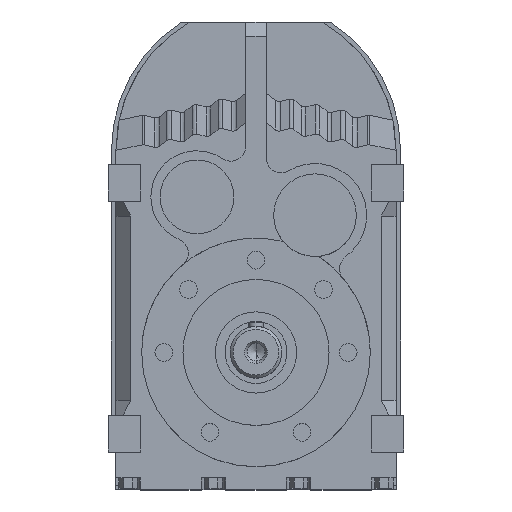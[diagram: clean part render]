
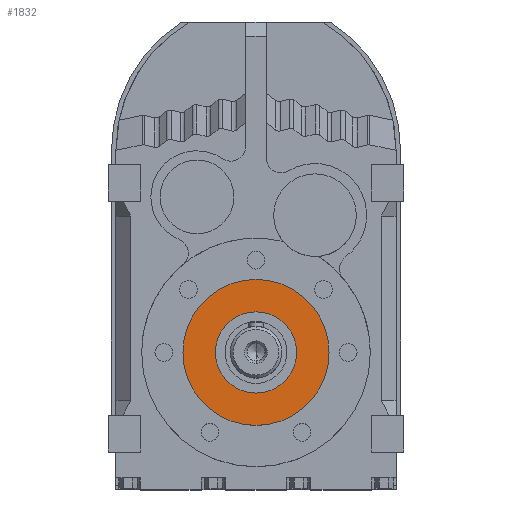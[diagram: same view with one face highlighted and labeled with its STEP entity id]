
A CAD part, top view. The second image highlights one B-rep face of the part: STEP entity #1832.
In plain terms, the highlighted planar face has unit normal (0, 0, 1).
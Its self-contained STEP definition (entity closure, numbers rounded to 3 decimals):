
#692 = CYLINDRICAL_SURFACE('',#693,49.5);
#693 = AXIS2_PLACEMENT_3D('',#694,#695,#696);
#694 = CARTESIAN_POINT('',(0.,-136.,110.123));
#695 = DIRECTION('',(0.,0.,1.));
#696 = DIRECTION('',(1.,0.,0.));
#718 = CYLINDRICAL_SURFACE('',#719,49.5);
#719 = AXIS2_PLACEMENT_3D('',#720,#721,#722);
#720 = CARTESIAN_POINT('',(0.,-136.,110.123));
#721 = DIRECTION('',(0.,0.,1.));
#722 = DIRECTION('',(1.,0.,0.));
#805 = VERTEX_POINT('',#806);
#806 = CARTESIAN_POINT('',(-49.5,-136.,145.5));
#827 = VERTEX_POINT('',#828);
#828 = CARTESIAN_POINT('',(49.5,-136.,145.5));
#847 = EDGE_CURVE('',#827,#805,#848,.T.);
#848 = SURFACE_CURVE('',#849,(#854,#860),.PCURVE_S1.);
#849 = CIRCLE('',#850,49.5);
#850 = AXIS2_PLACEMENT_3D('',#851,#852,#853);
#851 = CARTESIAN_POINT('',(0.,-136.,145.5));
#852 = DIRECTION('',(0.,0.,1.));
#853 = DIRECTION('',(1.,0.,0.));
#854 = PCURVE('',#692,#855);
#855 = DEFINITIONAL_REPRESENTATION('',(#856),#859);
#856 = B_SPLINE_CURVE_WITH_KNOTS('',1,(#857,#858),.UNSPECIFIED.,.F.,.F.,
  (2,2),(0.,3.142),.PIECEWISE_BEZIER_KNOTS.);
#857 = CARTESIAN_POINT('',(0.,35.377));
#858 = CARTESIAN_POINT('',(3.142,35.377));
#859 = ( GEOMETRIC_REPRESENTATION_CONTEXT(2) 
PARAMETRIC_REPRESENTATION_CONTEXT() REPRESENTATION_CONTEXT('2D SPACE',''
  ) );
#860 = PCURVE('',#861,#866);
#861 = PLANE('',#862);
#862 = AXIS2_PLACEMENT_3D('',#863,#864,#865);
#863 = CARTESIAN_POINT('',(0.,-86.5,145.5));
#864 = DIRECTION('',(0.,0.,1.));
#865 = DIRECTION('',(1.,0.,0.));
#866 = DEFINITIONAL_REPRESENTATION('',(#867),#871);
#867 = CIRCLE('',#868,49.5);
#868 = AXIS2_PLACEMENT_2D('',#869,#870);
#869 = CARTESIAN_POINT('',(0.,-49.5));
#870 = DIRECTION('',(1.,0.));
#871 = ( GEOMETRIC_REPRESENTATION_CONTEXT(2) 
PARAMETRIC_REPRESENTATION_CONTEXT() REPRESENTATION_CONTEXT('2D SPACE',''
  ) );
#1249 = EDGE_CURVE('',#805,#827,#1250,.T.);
#1250 = SURFACE_CURVE('',#1251,(#1256,#1262),.PCURVE_S1.);
#1251 = CIRCLE('',#1252,49.5);
#1252 = AXIS2_PLACEMENT_3D('',#1253,#1254,#1255);
#1253 = CARTESIAN_POINT('',(0.,-136.,145.5));
#1254 = DIRECTION('',(0.,0.,1.));
#1255 = DIRECTION('',(1.,0.,0.));
#1256 = PCURVE('',#718,#1257);
#1257 = DEFINITIONAL_REPRESENTATION('',(#1258),#1261);
#1258 = B_SPLINE_CURVE_WITH_KNOTS('',1,(#1259,#1260),.UNSPECIFIED.,.F.,
  .F.,(2,2),(3.142,6.283),.PIECEWISE_BEZIER_KNOTS.);
#1259 = CARTESIAN_POINT('',(3.142,35.377));
#1260 = CARTESIAN_POINT('',(6.283,35.377));
#1261 = ( GEOMETRIC_REPRESENTATION_CONTEXT(2) 
PARAMETRIC_REPRESENTATION_CONTEXT() REPRESENTATION_CONTEXT('2D SPACE',''
  ) );
#1262 = PCURVE('',#861,#1263);
#1263 = DEFINITIONAL_REPRESENTATION('',(#1264),#1268);
#1264 = CIRCLE('',#1265,49.5);
#1265 = AXIS2_PLACEMENT_2D('',#1266,#1267);
#1266 = CARTESIAN_POINT('',(0.,-49.5));
#1267 = DIRECTION('',(1.,0.));
#1268 = ( GEOMETRIC_REPRESENTATION_CONTEXT(2) 
PARAMETRIC_REPRESENTATION_CONTEXT() REPRESENTATION_CONTEXT('2D SPACE',''
  ) );
#1832 = ADVANCED_FACE('',(#1833,#1837),#861,.T.);
#1833 = FACE_BOUND('',#1834,.T.);
#1834 = EDGE_LOOP('',(#1835,#1836));
#1835 = ORIENTED_EDGE('',*,*,#847,.T.);
#1836 = ORIENTED_EDGE('',*,*,#1249,.T.);
#1837 = FACE_BOUND('',#1838,.T.);
#1838 = EDGE_LOOP('',(#1839,#1869));
#1839 = ORIENTED_EDGE('',*,*,#1840,.F.);
#1840 = EDGE_CURVE('',#1841,#1843,#1845,.T.);
#1841 = VERTEX_POINT('',#1842);
#1842 = CARTESIAN_POINT('',(27.5,-136.,145.5));
#1843 = VERTEX_POINT('',#1844);
#1844 = CARTESIAN_POINT('',(-27.5,-136.,145.5));
#1845 = SURFACE_CURVE('',#1846,(#1851,#1858),.PCURVE_S1.);
#1846 = CIRCLE('',#1847,27.5);
#1847 = AXIS2_PLACEMENT_3D('',#1848,#1849,#1850);
#1848 = CARTESIAN_POINT('',(0.,-136.,145.5));
#1849 = DIRECTION('',(0.,0.,1.));
#1850 = DIRECTION('',(1.,0.,0.));
#1851 = PCURVE('',#861,#1852);
#1852 = DEFINITIONAL_REPRESENTATION('',(#1853),#1857);
#1853 = CIRCLE('',#1854,27.5);
#1854 = AXIS2_PLACEMENT_2D('',#1855,#1856);
#1855 = CARTESIAN_POINT('',(0.,-49.5));
#1856 = DIRECTION('',(1.,0.));
#1857 = ( GEOMETRIC_REPRESENTATION_CONTEXT(2) 
PARAMETRIC_REPRESENTATION_CONTEXT() REPRESENTATION_CONTEXT('2D SPACE',''
  ) );
#1858 = PCURVE('',#1859,#1864);
#1859 = CYLINDRICAL_SURFACE('',#1860,27.5);
#1860 = AXIS2_PLACEMENT_3D('',#1861,#1862,#1863);
#1861 = CARTESIAN_POINT('',(0.,-136.,110.123));
#1862 = DIRECTION('',(0.,0.,1.));
#1863 = DIRECTION('',(1.,0.,0.));
#1864 = DEFINITIONAL_REPRESENTATION('',(#1865),#1868);
#1865 = B_SPLINE_CURVE_WITH_KNOTS('',1,(#1866,#1867),.UNSPECIFIED.,.F.,
  .F.,(2,2),(0.,3.142),.PIECEWISE_BEZIER_KNOTS.);
#1866 = CARTESIAN_POINT('',(0.,35.377));
#1867 = CARTESIAN_POINT('',(3.142,35.377));
#1868 = ( GEOMETRIC_REPRESENTATION_CONTEXT(2) 
PARAMETRIC_REPRESENTATION_CONTEXT() REPRESENTATION_CONTEXT('2D SPACE',''
  ) );
#1869 = ORIENTED_EDGE('',*,*,#1870,.F.);
#1870 = EDGE_CURVE('',#1843,#1841,#1871,.T.);
#1871 = SURFACE_CURVE('',#1872,(#1877,#1884),.PCURVE_S1.);
#1872 = CIRCLE('',#1873,27.5);
#1873 = AXIS2_PLACEMENT_3D('',#1874,#1875,#1876);
#1874 = CARTESIAN_POINT('',(0.,-136.,145.5));
#1875 = DIRECTION('',(0.,0.,1.));
#1876 = DIRECTION('',(1.,0.,0.));
#1877 = PCURVE('',#861,#1878);
#1878 = DEFINITIONAL_REPRESENTATION('',(#1879),#1883);
#1879 = CIRCLE('',#1880,27.5);
#1880 = AXIS2_PLACEMENT_2D('',#1881,#1882);
#1881 = CARTESIAN_POINT('',(0.,-49.5));
#1882 = DIRECTION('',(1.,0.));
#1883 = ( GEOMETRIC_REPRESENTATION_CONTEXT(2) 
PARAMETRIC_REPRESENTATION_CONTEXT() REPRESENTATION_CONTEXT('2D SPACE',''
  ) );
#1884 = PCURVE('',#1885,#1890);
#1885 = CYLINDRICAL_SURFACE('',#1886,27.5);
#1886 = AXIS2_PLACEMENT_3D('',#1887,#1888,#1889);
#1887 = CARTESIAN_POINT('',(0.,-136.,110.123));
#1888 = DIRECTION('',(0.,0.,1.));
#1889 = DIRECTION('',(1.,0.,0.));
#1890 = DEFINITIONAL_REPRESENTATION('',(#1891),#1894);
#1891 = B_SPLINE_CURVE_WITH_KNOTS('',1,(#1892,#1893),.UNSPECIFIED.,.F.,
  .F.,(2,2),(3.142,6.283),.PIECEWISE_BEZIER_KNOTS.);
#1892 = CARTESIAN_POINT('',(3.142,35.377));
#1893 = CARTESIAN_POINT('',(6.283,35.377));
#1894 = ( GEOMETRIC_REPRESENTATION_CONTEXT(2) 
PARAMETRIC_REPRESENTATION_CONTEXT() REPRESENTATION_CONTEXT('2D SPACE',''
  ) );
